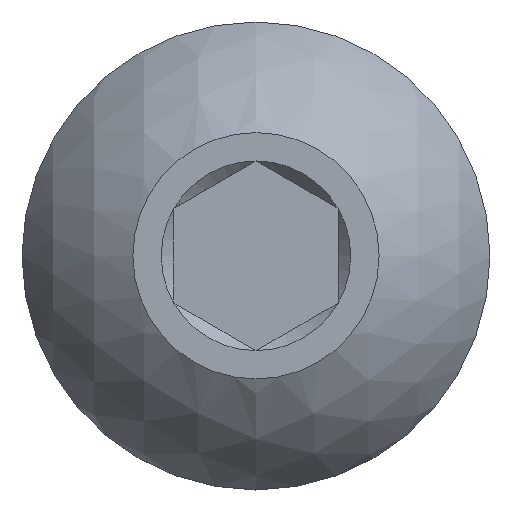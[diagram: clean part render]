
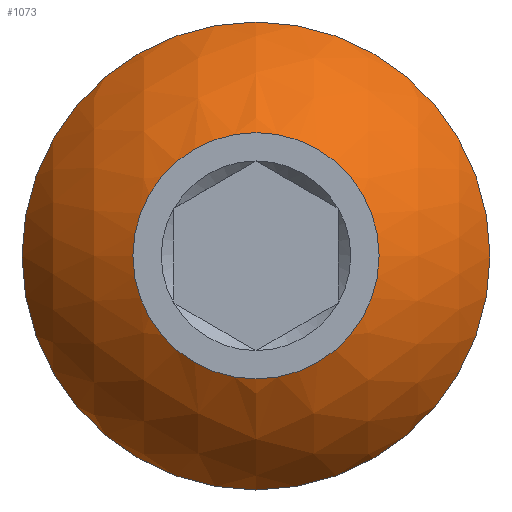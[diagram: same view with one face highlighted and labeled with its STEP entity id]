
A CAD part, top view. The second image highlights one B-rep face of the part: STEP entity #1073.
In plain terms, the highlighted spherical face has radius 3.172 mm.
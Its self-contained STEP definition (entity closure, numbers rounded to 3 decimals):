
#33=FACE_BOUND('',#188,.T.);
#36=SPHERICAL_SURFACE('',#1161,3.172);
#123=FACE_OUTER_BOUND('',#187,.T.);
#187=EDGE_LOOP('',(#875));
#188=EDGE_LOOP('',(#876));
#217=CIRCLE('',#1159,2.85);
#219=CIRCLE('',#1162,1.5);
#511=VERTEX_POINT('',#4508);
#513=VERTEX_POINT('',#4514);
#662=EDGE_CURVE('',#511,#511,#217,.T.);
#665=EDGE_CURVE('',#513,#513,#219,.T.);
#875=ORIENTED_EDGE('',*,*,#662,.T.);
#876=ORIENTED_EDGE('',*,*,#665,.F.);
#1073=ADVANCED_FACE('',(#123,#33),#36,.T.);
#1159=AXIS2_PLACEMENT_3D('',#4509,#1334,#1335);
#1161=AXIS2_PLACEMENT_3D('',#4513,#1339,#1340);
#1162=AXIS2_PLACEMENT_3D('',#4515,#1341,#1342);
#1334=DIRECTION('center_axis',(0.,0.,1.));
#1335=DIRECTION('ref_axis',(1.,0.,0.));
#1339=DIRECTION('center_axis',(1.,0.,0.));
#1340=DIRECTION('ref_axis',(0.,-1.,0.));
#1341=DIRECTION('center_axis',(0.,0.,1.));
#1342=DIRECTION('ref_axis',(1.,0.,0.));
#4508=CARTESIAN_POINT('',(-2.85,0.,-1.403));
#4509=CARTESIAN_POINT('Origin',(0.,0.,-1.403));
#4513=CARTESIAN_POINT('Origin',(0.,0.,
-2.795));
#4514=CARTESIAN_POINT('',(0.,-1.5,0.));
#4515=CARTESIAN_POINT('Origin',(0.,0.,0.));
